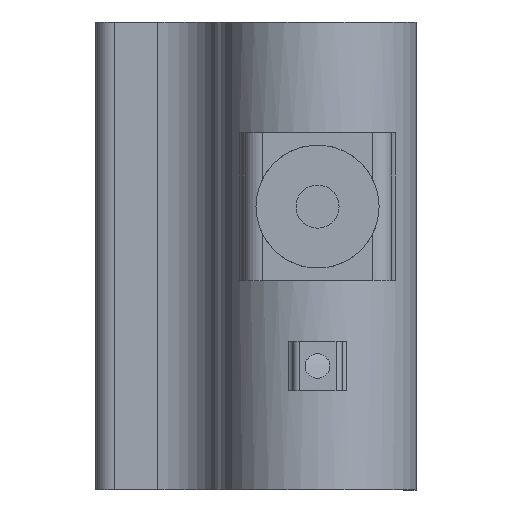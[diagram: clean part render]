
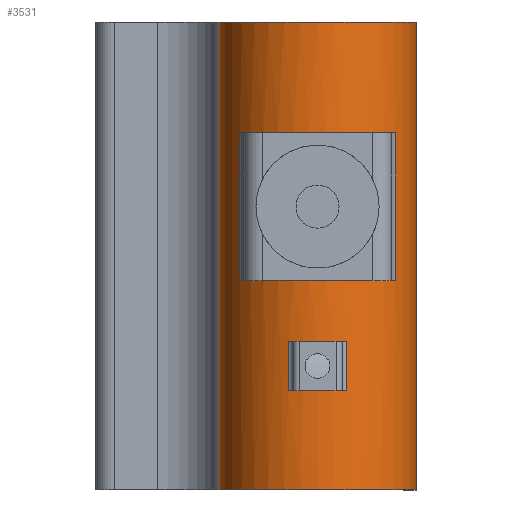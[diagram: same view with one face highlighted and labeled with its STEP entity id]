
A CAD part, left-side view. The second image highlights one B-rep face of the part: STEP entity #3531.
In plain terms, the highlighted cylindrical face has radius 16 mm (diameter 32 mm), a partial arc.
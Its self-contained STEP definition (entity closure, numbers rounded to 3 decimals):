
#45=FACE_BOUND('',#443,.T.);
#46=FACE_BOUND('',#444,.T.);
#259=FACE_OUTER_BOUND('',#442,.T.);
#442=EDGE_LOOP('',(#2504,#2505,#2506,#2507));
#443=EDGE_LOOP('',(#2508,#2509,#2510,#2511));
#444=EDGE_LOOP('',(#2512,#2513,#2514,#2515));
#656=LINE('',#5174,#1041);
#666=LINE('',#5208,#1051);
#680=LINE('',#5332,#1065);
#681=LINE('',#5336,#1066);
#682=LINE('',#5342,#1067);
#683=LINE('',#5345,#1068);
#1041=VECTOR('',#4045,10.);
#1051=VECTOR('',#4079,10.);
#1065=VECTOR('',#4129,10.);
#1066=VECTOR('',#4132,10.);
#1067=VECTOR('',#4137,10.);
#1068=VECTOR('',#4140,10.);
#1430=CIRCLE('',#3737,16.);
#1441=CIRCLE('',#3757,16.);
#1442=CIRCLE('',#3760,16.);
#1443=CIRCLE('',#3761,16.);
#1444=CIRCLE('',#3762,16.);
#1445=CIRCLE('',#3763,16.);
#1541=VERTEX_POINT('',#5167);
#1544=VERTEX_POINT('',#5172);
#1552=VERTEX_POINT('',#5196);
#1555=VERTEX_POINT('',#5204);
#1578=VERTEX_POINT('',#5330);
#1579=VERTEX_POINT('',#5331);
#1580=VERTEX_POINT('',#5333);
#1581=VERTEX_POINT('',#5335);
#1582=VERTEX_POINT('',#5338);
#1583=VERTEX_POINT('',#5339);
#1584=VERTEX_POINT('',#5341);
#1585=VERTEX_POINT('',#5343);
#1898=EDGE_CURVE('',#1544,#1541,#656,.T.);
#1909=EDGE_CURVE('',#1552,#1541,#1430,.T.);
#1915=EDGE_CURVE('',#1552,#1555,#666,.T.);
#1943=EDGE_CURVE('',#1544,#1555,#1441,.T.);
#1945=EDGE_CURVE('',#1578,#1579,#680,.T.);
#1946=EDGE_CURVE('',#1580,#1579,#1442,.T.);
#1947=EDGE_CURVE('',#1580,#1581,#681,.T.);
#1948=EDGE_CURVE('',#1578,#1581,#1443,.T.);
#1949=EDGE_CURVE('',#1582,#1583,#1444,.T.);
#1950=EDGE_CURVE('',#1584,#1583,#682,.T.);
#1951=EDGE_CURVE('',#1584,#1585,#1445,.T.);
#1952=EDGE_CURVE('',#1582,#1585,#683,.T.);
#2504=ORIENTED_EDGE('',*,*,#1945,.T.);
#2505=ORIENTED_EDGE('',*,*,#1946,.F.);
#2506=ORIENTED_EDGE('',*,*,#1947,.T.);
#2507=ORIENTED_EDGE('',*,*,#1948,.F.);
#2508=ORIENTED_EDGE('',*,*,#1943,.T.);
#2509=ORIENTED_EDGE('',*,*,#1915,.F.);
#2510=ORIENTED_EDGE('',*,*,#1909,.T.);
#2511=ORIENTED_EDGE('',*,*,#1898,.F.);
#2512=ORIENTED_EDGE('',*,*,#1949,.T.);
#2513=ORIENTED_EDGE('',*,*,#1950,.F.);
#2514=ORIENTED_EDGE('',*,*,#1951,.T.);
#2515=ORIENTED_EDGE('',*,*,#1952,.F.);
#3471=CYLINDRICAL_SURFACE('',#3759,16.);
#3531=ADVANCED_FACE('',(#259,#45,#46),#3471,.T.);
#3737=AXIS2_PLACEMENT_3D('',#5197,#4067,#4068);
#3757=AXIS2_PLACEMENT_3D('',#5326,#4122,#4123);
#3759=AXIS2_PLACEMENT_3D('',#5329,#4127,#4128);
#3760=AXIS2_PLACEMENT_3D('',#5334,#4130,#4131);
#3761=AXIS2_PLACEMENT_3D('',#5337,#4133,#4134);
#3762=AXIS2_PLACEMENT_3D('',#5340,#4135,#4136);
#3763=AXIS2_PLACEMENT_3D('',#5344,#4138,#4139);
#4045=DIRECTION('',(0.,0.,-1.));
#4067=DIRECTION('center_axis',(0.,0.,-1.));
#4068=DIRECTION('ref_axis',(-1.,0.,0.));
#4079=DIRECTION('',(0.,0.,1.));
#4122=DIRECTION('center_axis',(0.,0.,1.));
#4123=DIRECTION('ref_axis',(-1.,0.,0.));
#4127=DIRECTION('center_axis',(0.,0.,-1.));
#4128=DIRECTION('ref_axis',(-1.,0.,0.));
#4129=DIRECTION('',(0.,0.,1.));
#4130=DIRECTION('center_axis',(0.,0.,1.));
#4131=DIRECTION('ref_axis',(-1.,0.,0.));
#4132=DIRECTION('',(0.,0.,-1.));
#4133=DIRECTION('center_axis',(0.,0.,-1.));
#4134=DIRECTION('ref_axis',(-1.,0.,0.));
#4135=DIRECTION('center_axis',(0.,0.,-1.));
#4136=DIRECTION('ref_axis',(-1.,0.,0.));
#4137=DIRECTION('',(0.,0.,-1.));
#4138=DIRECTION('center_axis',(0.,0.,1.));
#4139=DIRECTION('ref_axis',(-1.,0.,0.));
#4140=DIRECTION('',(0.,0.,1.));
#5167=CARTESIAN_POINT('',(-93.526,18.706,31.));
#5172=CARTESIAN_POINT('',(-93.526,18.706,39.));
#5174=CARTESIAN_POINT('',(-93.526,18.706,90.9));
#5196=CARTESIAN_POINT('',(-93.526,9.294,31.));
#5197=CARTESIAN_POINT('Origin',(-78.234,14.,31.));
#5204=CARTESIAN_POINT('',(-93.526,9.294,39.));
#5208=CARTESIAN_POINT('',(-93.526,9.294,90.9));
#5326=CARTESIAN_POINT('Origin',(-78.234,14.,39.));
#5329=CARTESIAN_POINT('Origin',(-78.234,14.,90.9));
#5330=CARTESIAN_POINT('',(-78.234,-2.,14.9));
#5331=CARTESIAN_POINT('',(-78.234,-2.,90.9));
#5332=CARTESIAN_POINT('',(-78.234,-2.,90.9));
#5333=CARTESIAN_POINT('',(-78.234,30.,90.9));
#5334=CARTESIAN_POINT('Origin',(-78.234,14.,90.9));
#5335=CARTESIAN_POINT('',(-78.234,30.,14.9));
#5336=CARTESIAN_POINT('',(-78.234,30.,52.9));
#5337=CARTESIAN_POINT('Origin',(-78.234,14.,14.9));
#5338=CARTESIAN_POINT('',(-88.054,1.368,48.9));
#5339=CARTESIAN_POINT('',(-88.054,26.632,48.9));
#5340=CARTESIAN_POINT('Origin',(-78.234,14.,48.9));
#5341=CARTESIAN_POINT('',(-88.054,26.632,72.9));
#5342=CARTESIAN_POINT('',(-88.054,26.632,90.9));
#5343=CARTESIAN_POINT('',(-88.054,1.368,72.9));
#5344=CARTESIAN_POINT('Origin',(-78.234,14.,72.9));
#5345=CARTESIAN_POINT('',(-88.054,1.368,90.9));
